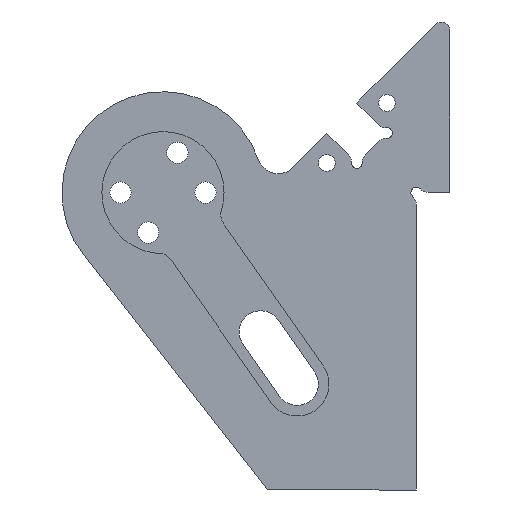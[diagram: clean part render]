
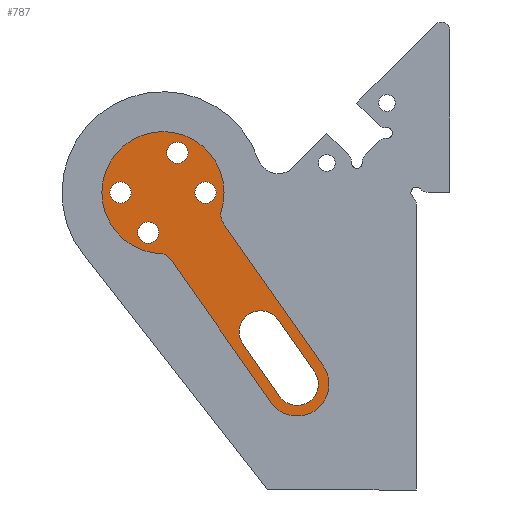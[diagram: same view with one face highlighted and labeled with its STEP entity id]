
A CAD part, left-side view. The second image highlights one B-rep face of the part: STEP entity #787.
In plain terms, the highlighted planar face has unit normal (-1, 0, 0).
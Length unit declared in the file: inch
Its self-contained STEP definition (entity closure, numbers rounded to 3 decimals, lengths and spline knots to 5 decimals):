
#15=FACE_BOUND('',#92,.T.);
#16=FACE_BOUND('',#93,.T.);
#17=FACE_BOUND('',#94,.T.);
#18=FACE_BOUND('',#95,.T.);
#19=FACE_BOUND('',#96,.T.);
#30=PLANE('',#845);
#49=FACE_OUTER_BOUND('',#91,.T.);
#91=EDGE_LOOP('',(#532,#533,#534,#535,#536,#537));
#92=EDGE_LOOP('',(#538,#539,#540,#541));
#93=EDGE_LOOP('',(#542));
#94=EDGE_LOOP('',(#543));
#95=EDGE_LOOP('',(#544));
#96=EDGE_LOOP('',(#545));
#149=LINE('',#1200,#218);
#150=LINE('',#1204,#219);
#151=LINE('',#1208,#220);
#152=LINE('',#1212,#221);
#218=VECTOR('',#948,0.3937);
#219=VECTOR('',#951,0.3937);
#220=VECTOR('',#954,0.3937);
#221=VECTOR('',#957,0.3937);
#287=CIRCLE('',#846,0.7185);
#288=CIRCLE('',#847,0.21849);
#289=CIRCLE('',#848,0.375);
#290=CIRCLE('',#849,0.21849);
#291=CIRCLE('',#850,0.25);
#292=CIRCLE('',#851,0.25);
#293=CIRCLE('',#852,0.125);
#294=CIRCLE('',#853,0.125);
#295=CIRCLE('',#854,0.125);
#296=CIRCLE('',#855,0.125);
#337=VERTEX_POINT('',#1194);
#338=VERTEX_POINT('',#1195);
#339=VERTEX_POINT('',#1197);
#340=VERTEX_POINT('',#1199);
#341=VERTEX_POINT('',#1201);
#342=VERTEX_POINT('',#1203);
#343=VERTEX_POINT('',#1206);
#344=VERTEX_POINT('',#1207);
#345=VERTEX_POINT('',#1209);
#346=VERTEX_POINT('',#1211);
#347=VERTEX_POINT('',#1214);
#348=VERTEX_POINT('',#1216);
#349=VERTEX_POINT('',#1218);
#350=VERTEX_POINT('',#1220);
#415=EDGE_CURVE('',#337,#338,#287,.T.);
#416=EDGE_CURVE('',#339,#338,#288,.F.);
#417=EDGE_CURVE('',#340,#339,#149,.T.);
#418=EDGE_CURVE('',#341,#340,#289,.T.);
#419=EDGE_CURVE('',#342,#341,#150,.T.);
#420=EDGE_CURVE('',#337,#342,#290,.F.);
#421=EDGE_CURVE('',#343,#344,#151,.T.);
#422=EDGE_CURVE('',#344,#345,#291,.T.);
#423=EDGE_CURVE('',#345,#346,#152,.T.);
#424=EDGE_CURVE('',#346,#343,#292,.T.);
#425=EDGE_CURVE('',#347,#347,#293,.T.);
#426=EDGE_CURVE('',#348,#348,#294,.T.);
#427=EDGE_CURVE('',#349,#349,#295,.T.);
#428=EDGE_CURVE('',#350,#350,#296,.T.);
#532=ORIENTED_EDGE('',*,*,#415,.T.);
#533=ORIENTED_EDGE('',*,*,#416,.F.);
#534=ORIENTED_EDGE('',*,*,#417,.F.);
#535=ORIENTED_EDGE('',*,*,#418,.F.);
#536=ORIENTED_EDGE('',*,*,#419,.F.);
#537=ORIENTED_EDGE('',*,*,#420,.F.);
#538=ORIENTED_EDGE('',*,*,#421,.T.);
#539=ORIENTED_EDGE('',*,*,#422,.T.);
#540=ORIENTED_EDGE('',*,*,#423,.T.);
#541=ORIENTED_EDGE('',*,*,#424,.T.);
#542=ORIENTED_EDGE('',*,*,#425,.T.);
#543=ORIENTED_EDGE('',*,*,#426,.T.);
#544=ORIENTED_EDGE('',*,*,#427,.T.);
#545=ORIENTED_EDGE('',*,*,#428,.T.);
#787=ADVANCED_FACE('',(#49,#15,#16,#17,#18,#19),#30,.T.);
#845=AXIS2_PLACEMENT_3D('',#1193,#942,#943);
#846=AXIS2_PLACEMENT_3D('',#1196,#944,#945);
#847=AXIS2_PLACEMENT_3D('',#1198,#946,#947);
#848=AXIS2_PLACEMENT_3D('',#1202,#949,#950);
#849=AXIS2_PLACEMENT_3D('',#1205,#952,#953);
#850=AXIS2_PLACEMENT_3D('',#1210,#955,#956);
#851=AXIS2_PLACEMENT_3D('',#1213,#958,#959);
#852=AXIS2_PLACEMENT_3D('',#1215,#960,#961);
#853=AXIS2_PLACEMENT_3D('',#1217,#962,#963);
#854=AXIS2_PLACEMENT_3D('',#1219,#964,#965);
#855=AXIS2_PLACEMENT_3D('',#1221,#966,#967);
#942=DIRECTION('center_axis',(-1.,0.,0.));
#943=DIRECTION('ref_axis',(0.,0.,1.));
#944=DIRECTION('center_axis',(-1.,0.,0.));
#945=DIRECTION('ref_axis',(0.,0.,1.));
#946=DIRECTION('center_axis',(1.,0.,0.));
#947=DIRECTION('ref_axis',(0.,-0.498,0.867));
#948=DIRECTION('',(0.,0.574,0.819));
#949=DIRECTION('center_axis',(1.,0.,0.));
#950=DIRECTION('ref_axis',(0.,0.819,-0.574));
#951=DIRECTION('',(0.,-0.574,-0.819));
#952=DIRECTION('center_axis',(1.,0.,0.));
#953=DIRECTION('ref_axis',(0.,0.985,-0.172));
#954=DIRECTION('',(0.,0.574,0.819));
#955=DIRECTION('center_axis',(1.,0.,0.));
#956=DIRECTION('ref_axis',(0.,-0.819,0.574));
#957=DIRECTION('',(0.,-0.574,-0.819));
#958=DIRECTION('center_axis',(1.,0.,0.));
#959=DIRECTION('ref_axis',(0.,0.819,-0.574));
#960=DIRECTION('center_axis',(1.,0.,0.));
#961=DIRECTION('ref_axis',(0.,0.,-1.));
#962=DIRECTION('center_axis',(1.,0.,0.));
#963=DIRECTION('ref_axis',(0.,0.,-1.));
#964=DIRECTION('center_axis',(1.,0.,0.));
#965=DIRECTION('ref_axis',(0.,0.,-1.));
#966=DIRECTION('center_axis',(1.,0.,0.));
#967=DIRECTION('ref_axis',(0.,0.,-1.));
#1193=CARTESIAN_POINT('Origin',(-2.8375,2.10365,4.18474));
#1194=CARTESIAN_POINT('',(-2.8375,1.42742,3.94192));
#1195=CARTESIAN_POINT('',(-2.8375,2.10676,3.46624));
#1196=CARTESIAN_POINT('Origin',(-2.8375,2.10365,4.18474));
#1197=CARTESIAN_POINT('',(-2.8375,2.00227,3.38616));
#1198=CARTESIAN_POINT('Origin',(-2.8375,2.18125,3.26084));
#1199=CARTESIAN_POINT('',(-2.8375,0.8335,1.71698));
#1200=CARTESIAN_POINT('',(-2.8375,2.41083,3.96964));
#1201=CARTESIAN_POINT('',(-2.8375,0.21913,2.14716));
#1202=CARTESIAN_POINT('Origin',(-2.8375,0.52631,1.93207));
#1203=CARTESIAN_POINT('',(-2.8375,1.38791,3.81634));
#1204=CARTESIAN_POINT('',(-2.8375,0.21913,2.14716));
#1205=CARTESIAN_POINT('Origin',(-2.8375,1.20893,3.94166));
#1206=CARTESIAN_POINT('',(-2.8375,0.7311,1.78867));
#1207=CARTESIAN_POINT('',(-2.8375,1.16128,2.40304));
#1208=CARTESIAN_POINT('',(-2.8375,1.51977,2.91501));
#1209=CARTESIAN_POINT('',(-2.8375,0.75171,2.68983));
#1210=CARTESIAN_POINT('Origin',(-2.8375,0.9565,2.54643));
#1211=CARTESIAN_POINT('',(-2.8375,0.32153,2.07546));
#1212=CARTESIAN_POINT('',(-2.8375,1.32529,3.50898));
#1213=CARTESIAN_POINT('Origin',(-2.8375,0.52631,1.93207));
#1214=CARTESIAN_POINT('',(-2.8375,2.60365,4.31157));
#1215=CARTESIAN_POINT('Origin',(-2.8375,2.60365,4.18657));
#1216=CARTESIAN_POINT('',(-2.8375,1.60365,4.31056));
#1217=CARTESIAN_POINT('Origin',(-2.8375,1.60365,4.18556));
#1218=CARTESIAN_POINT('',(-2.8375,2.27638,3.84052));
#1219=CARTESIAN_POINT('Origin',(-2.8375,2.27638,3.71552));
#1220=CARTESIAN_POINT('',(-2.8375,1.93342,4.77986));
#1221=CARTESIAN_POINT('Origin',(-2.8375,1.93342,4.65486));
